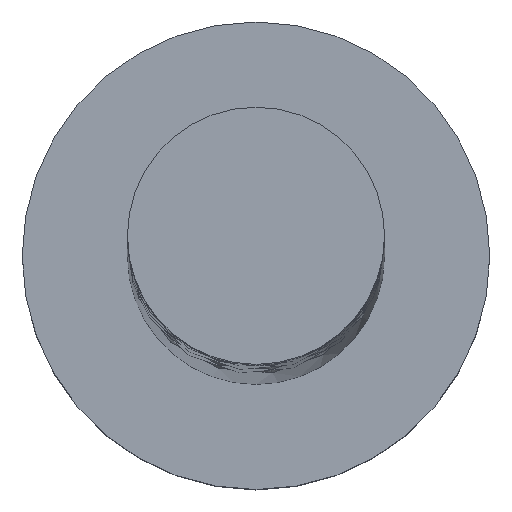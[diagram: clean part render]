
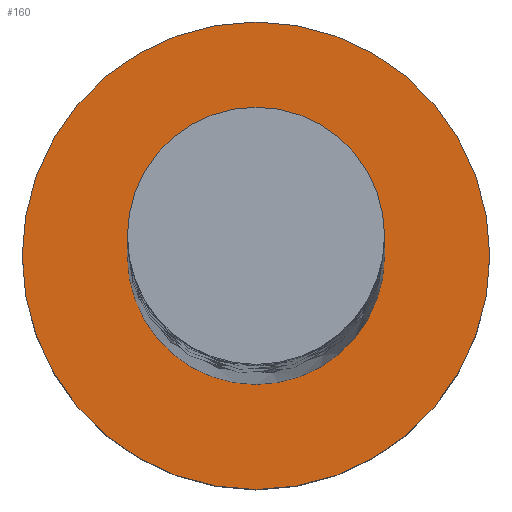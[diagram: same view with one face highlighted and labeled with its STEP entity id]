
A CAD part, top view. The second image highlights one B-rep face of the part: STEP entity #160.
In plain terms, the highlighted planar face has unit normal (0, 0, 1).
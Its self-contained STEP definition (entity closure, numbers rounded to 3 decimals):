
#3 = CARTESIAN_POINT ( 'NONE',  ( 0., 0., 2. ) ) ;
#69 = EDGE_LOOP ( 'NONE', ( #1435, #1196 ) ) ;
#98 = DIRECTION ( 'NONE',  ( 1., 0., 0. ) ) ;
#111 = CARTESIAN_POINT ( 'NONE',  ( 1.1, 0., 2. ) ) ;
#160 = ADVANCED_FACE ( 'NONE', ( #440, #662 ), #1463, .T. ) ;
#167 = EDGE_CURVE ( 'NONE', #1077, #1311, #582, .T. ) ;
#170 = CIRCLE ( 'NONE', #1274, 2. ) ;
#237 = CARTESIAN_POINT ( 'NONE',  ( 0., 0., 2. ) ) ;
#273 = AXIS2_PLACEMENT_3D ( 'NONE', #801, #896, #98 ) ;
#306 = ORIENTED_EDGE ( 'NONE', *, *, #698, .T. ) ;
#407 = AXIS2_PLACEMENT_3D ( 'NONE', #3, #461, #922 ) ;
#420 = AXIS2_PLACEMENT_3D ( 'NONE', #1020, #917, #906 ) ;
#440 = FACE_BOUND ( 'NONE', #69, .T. ) ;
#453 = CIRCLE ( 'NONE', #407, 1.1 ) ;
#461 = DIRECTION ( 'NONE',  ( 0., 0., 1. ) ) ;
#499 = EDGE_CURVE ( 'NONE', #841, #526, #743, .T. ) ;
#526 = VERTEX_POINT ( 'NONE', #568 ) ;
#566 = EDGE_CURVE ( 'NONE', #1311, #1077, #453, .T. ) ;
#568 = CARTESIAN_POINT ( 'NONE',  ( 2., 0., 2. ) ) ;
#581 = DIRECTION ( 'NONE',  ( 0., 0., 1. ) ) ;
#582 = CIRCLE ( 'NONE', #420, 1.1 ) ;
#662 = FACE_OUTER_BOUND ( 'NONE', #1105, .T. ) ;
#665 = DIRECTION ( 'NONE',  ( 0., 0., 1. ) ) ;
#674 = CARTESIAN_POINT ( 'NONE',  ( -1.1, 0., 2. ) ) ;
#698 = EDGE_CURVE ( 'NONE', #526, #841, #170, .T. ) ;
#743 = CIRCLE ( 'NONE', #1270, 2. ) ;
#801 = CARTESIAN_POINT ( 'NONE',  ( 0., 0., 2. ) ) ;
#841 = VERTEX_POINT ( 'NONE', #1364 ) ;
#859 = ORIENTED_EDGE ( 'NONE', *, *, #499, .T. ) ;
#885 = DIRECTION ( 'NONE',  ( 1., 0., 0. ) ) ;
#896 = DIRECTION ( 'NONE',  ( 0., 0., 1. ) ) ;
#899 = CARTESIAN_POINT ( 'NONE',  ( 0., 0., 2. ) ) ;
#906 = DIRECTION ( 'NONE',  ( 1., 0., 0. ) ) ;
#917 = DIRECTION ( 'NONE',  ( 0., 0., 1. ) ) ;
#922 = DIRECTION ( 'NONE',  ( 1., 0., 0. ) ) ;
#929 = DIRECTION ( 'NONE',  ( 1., 0., 0. ) ) ;
#1020 = CARTESIAN_POINT ( 'NONE',  ( 0., 0., 2. ) ) ;
#1077 = VERTEX_POINT ( 'NONE', #111 ) ;
#1105 = EDGE_LOOP ( 'NONE', ( #859, #306 ) ) ;
#1196 = ORIENTED_EDGE ( 'NONE', *, *, #167, .F. ) ;
#1270 = AXIS2_PLACEMENT_3D ( 'NONE', #237, #581, #929 ) ;
#1274 = AXIS2_PLACEMENT_3D ( 'NONE', #899, #665, #885 ) ;
#1311 = VERTEX_POINT ( 'NONE', #674 ) ;
#1364 = CARTESIAN_POINT ( 'NONE',  ( -2., 0., 2. ) ) ;
#1435 = ORIENTED_EDGE ( 'NONE', *, *, #566, .F. ) ;
#1463 = PLANE ( 'NONE',  #273 ) ;
